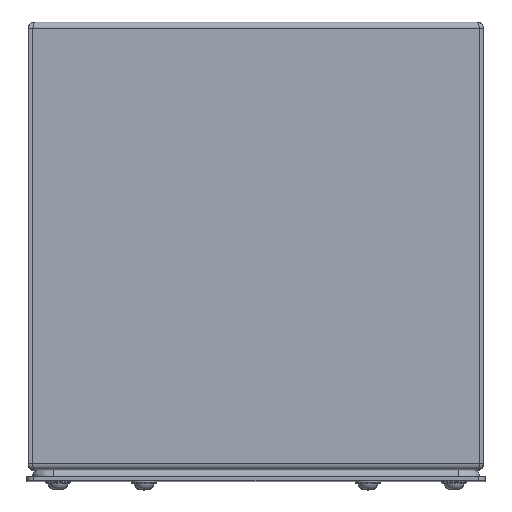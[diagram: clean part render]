
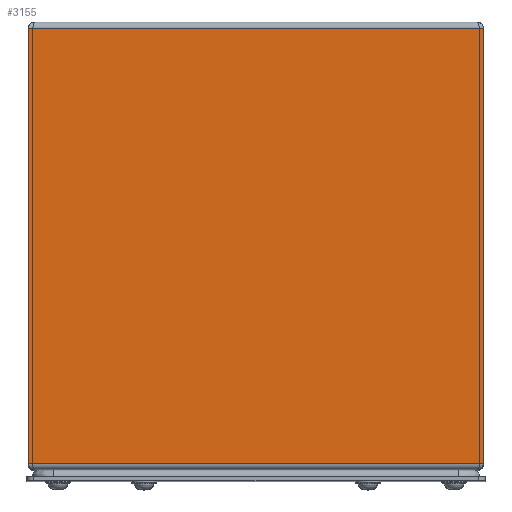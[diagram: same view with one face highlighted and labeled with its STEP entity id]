
A CAD part, top view. The second image highlights one B-rep face of the part: STEP entity #3155.
In plain terms, the highlighted planar face has unit normal (0, 0, 1).
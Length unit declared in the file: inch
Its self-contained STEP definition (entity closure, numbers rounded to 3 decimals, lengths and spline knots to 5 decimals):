
#771 = LINE ( 'NONE', #23823, #18803 ) ;
#1391 = CARTESIAN_POINT ( 'NONE',  ( 4.0675, 0.11, 4.0675 ) ) ;
#1853 = CARTESIAN_POINT ( 'NONE',  ( 4.0675, 8., 4.0675 ) ) ;
#2150 = ORIENTED_EDGE ( 'NONE', *, *, #19107, .F. ) ;
#2200 = CARTESIAN_POINT ( 'NONE',  ( -4.0625, 8., 4.0675 ) ) ;
#3155 = ADVANCED_FACE ( 'NONE', ( #20285 ), #15757, .F. ) ;
#5919 = LINE ( 'NONE', #24567, #25051 ) ;
#6557 = DIRECTION ( 'NONE',  ( 0., 0., -1. ) ) ;
#6826 = LINE ( 'NONE', #13762, #27014 ) ;
#6979 = DIRECTION ( 'NONE',  ( -1., 0., 0. ) ) ;
#10558 = ORIENTED_EDGE ( 'NONE', *, *, #25587, .T. ) ;
#13143 = VERTEX_POINT ( 'NONE', #1391 ) ;
#13762 = CARTESIAN_POINT ( 'NONE',  ( -4.0625, 7.89, 4.0675 ) ) ;
#14637 = VECTOR ( 'NONE', #26673, 39.37008 ) ;
#14645 = CARTESIAN_POINT ( 'NONE',  ( -4.0625, 7.89, 4.0675 ) ) ;
#15757 = PLANE ( 'NONE',  #23982 ) ;
#15861 = LINE ( 'NONE', #1853, #14637 ) ;
#16903 = DIRECTION ( 'NONE',  ( 0., -1., 0. ) ) ;
#17839 = CARTESIAN_POINT ( 'NONE',  ( -4.0625, 0.11, 4.0675 ) ) ;
#18082 = EDGE_CURVE ( 'NONE', #27177, #23691, #6826, .T. ) ;
#18803 = VECTOR ( 'NONE', #16903, 39.37008 ) ;
#19107 = EDGE_CURVE ( 'NONE', #27177, #13143, #15861, .T. ) ;
#19339 = CARTESIAN_POINT ( 'NONE',  ( 4.0675, 7.89, 4.0675 ) ) ;
#20239 = VERTEX_POINT ( 'NONE', #17839 ) ;
#20285 = FACE_OUTER_BOUND ( 'NONE', #29052, .T. ) ;
#22384 = EDGE_CURVE ( 'NONE', #23691, #20239, #771, .T. ) ;
#23691 = VERTEX_POINT ( 'NONE', #14645 ) ;
#23794 = ORIENTED_EDGE ( 'NONE', *, *, #22384, .T. ) ;
#23823 = CARTESIAN_POINT ( 'NONE',  ( -4.0625, 8., 4.0675 ) ) ;
#23891 = ORIENTED_EDGE ( 'NONE', *, *, #18082, .T. ) ;
#23982 = AXIS2_PLACEMENT_3D ( 'NONE', #2200, #6557, #29426 ) ;
#24567 = CARTESIAN_POINT ( 'NONE',  ( 4.0675, 0.11, 4.0675 ) ) ;
#25051 = VECTOR ( 'NONE', #28763, 39.37008 ) ;
#25587 = EDGE_CURVE ( 'NONE', #20239, #13143, #5919, .T. ) ;
#26673 = DIRECTION ( 'NONE',  ( 0., -1., 0. ) ) ;
#27014 = VECTOR ( 'NONE', #6979, 39.37008 ) ;
#27177 = VERTEX_POINT ( 'NONE', #19339 ) ;
#28763 = DIRECTION ( 'NONE',  ( 1., 0., 0. ) ) ;
#29052 = EDGE_LOOP ( 'NONE', ( #23794, #10558, #2150, #23891 ) ) ;
#29426 = DIRECTION ( 'NONE',  ( -1., 0., 0. ) ) ;
